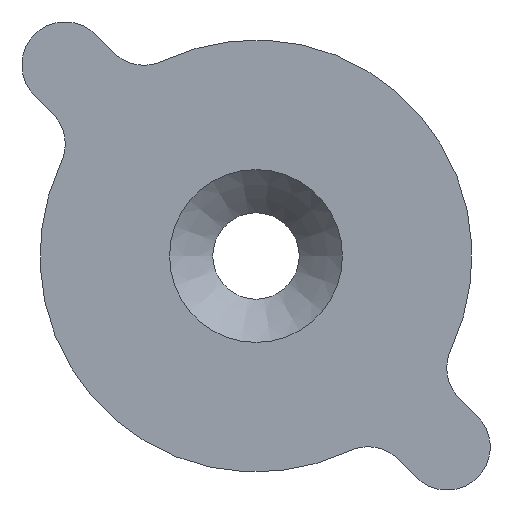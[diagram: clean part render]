
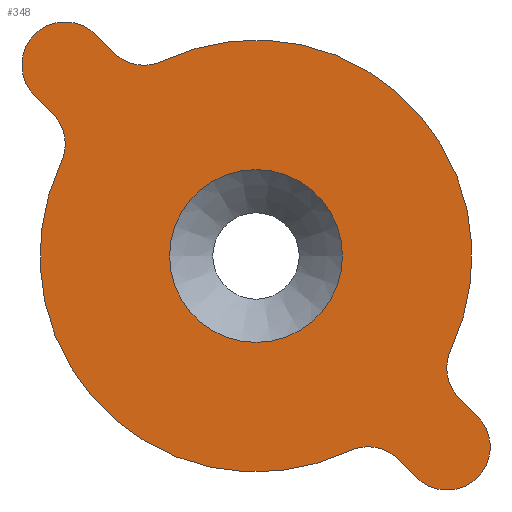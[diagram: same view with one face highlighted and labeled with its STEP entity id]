
A CAD part, front view. The second image highlights one B-rep face of the part: STEP entity #348.
In plain terms, the highlighted planar face has unit normal (0, -1, 0).
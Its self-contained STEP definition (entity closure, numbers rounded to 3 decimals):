
#27=FACE_BOUND('',#62,.T.);
#31=PLANE('',#394);
#40=FACE_OUTER_BOUND('',#61,.T.);
#61=EDGE_LOOP('',(#248,#249,#250,#251,#252,#253,#254,#255,#256,#257,#258,
#259));
#62=EDGE_LOOP('',(#260));
#86=LINE('',#569,#109);
#87=LINE('',#573,#110);
#88=LINE('',#581,#111);
#89=LINE('',#585,#112);
#109=VECTOR('',#451,10.);
#110=VECTOR('',#454,10.);
#111=VECTOR('',#461,10.);
#112=VECTOR('',#464,10.);
#132=CIRCLE('',#393,4.);
#133=CIRCLE('',#395,2.);
#134=CIRCLE('',#396,2.);
#135=CIRCLE('',#397,2.);
#136=CIRCLE('',#398,10.);
#137=CIRCLE('',#399,2.);
#138=CIRCLE('',#400,2.);
#139=CIRCLE('',#401,2.);
#140=CIRCLE('',#402,10.);
#160=VERTEX_POINT('',#561);
#161=VERTEX_POINT('',#565);
#162=VERTEX_POINT('',#566);
#163=VERTEX_POINT('',#568);
#164=VERTEX_POINT('',#570);
#165=VERTEX_POINT('',#572);
#166=VERTEX_POINT('',#574);
#167=VERTEX_POINT('',#576);
#168=VERTEX_POINT('',#578);
#169=VERTEX_POINT('',#580);
#170=VERTEX_POINT('',#582);
#171=VERTEX_POINT('',#584);
#172=VERTEX_POINT('',#586);
#195=EDGE_CURVE('',#160,#160,#132,.T.);
#196=EDGE_CURVE('',#161,#162,#133,.T.);
#197=EDGE_CURVE('',#163,#161,#86,.T.);
#198=EDGE_CURVE('',#164,#163,#134,.T.);
#199=EDGE_CURVE('',#165,#164,#87,.T.);
#200=EDGE_CURVE('',#166,#165,#135,.T.);
#201=EDGE_CURVE('',#167,#166,#136,.T.);
#202=EDGE_CURVE('',#168,#167,#137,.T.);
#203=EDGE_CURVE('',#169,#168,#88,.T.);
#204=EDGE_CURVE('',#170,#169,#138,.T.);
#205=EDGE_CURVE('',#171,#170,#89,.T.);
#206=EDGE_CURVE('',#172,#171,#139,.T.);
#207=EDGE_CURVE('',#162,#172,#140,.T.);
#248=ORIENTED_EDGE('',*,*,#196,.F.);
#249=ORIENTED_EDGE('',*,*,#197,.F.);
#250=ORIENTED_EDGE('',*,*,#198,.F.);
#251=ORIENTED_EDGE('',*,*,#199,.F.);
#252=ORIENTED_EDGE('',*,*,#200,.F.);
#253=ORIENTED_EDGE('',*,*,#201,.F.);
#254=ORIENTED_EDGE('',*,*,#202,.F.);
#255=ORIENTED_EDGE('',*,*,#203,.F.);
#256=ORIENTED_EDGE('',*,*,#204,.F.);
#257=ORIENTED_EDGE('',*,*,#205,.F.);
#258=ORIENTED_EDGE('',*,*,#206,.F.);
#259=ORIENTED_EDGE('',*,*,#207,.F.);
#260=ORIENTED_EDGE('',*,*,#195,.F.);
#348=ADVANCED_FACE('',(#40,#27),#31,.F.);
#393=AXIS2_PLACEMENT_3D('',#563,#445,#446);
#394=AXIS2_PLACEMENT_3D('',#564,#447,#448);
#395=AXIS2_PLACEMENT_3D('',#567,#449,#450);
#396=AXIS2_PLACEMENT_3D('',#571,#452,#453);
#397=AXIS2_PLACEMENT_3D('',#575,#455,#456);
#398=AXIS2_PLACEMENT_3D('',#577,#457,#458);
#399=AXIS2_PLACEMENT_3D('',#579,#459,#460);
#400=AXIS2_PLACEMENT_3D('',#583,#462,#463);
#401=AXIS2_PLACEMENT_3D('',#587,#465,#466);
#402=AXIS2_PLACEMENT_3D('',#588,#467,#468);
#445=DIRECTION('center_axis',(0.,-1.,0.));
#446=DIRECTION('ref_axis',(1.,0.,0.));
#447=DIRECTION('center_axis',(0.,1.,0.));
#448=DIRECTION('ref_axis',(0.,0.,1.));
#449=DIRECTION('center_axis',(0.,-1.,0.));
#450=DIRECTION('ref_axis',(-0.169,0.,-0.986));
#451=DIRECTION('',(0.707,0.,-0.707));
#452=DIRECTION('center_axis',(0.,1.,0.));
#453=DIRECTION('ref_axis',(-0.707,0.,-0.707));
#454=DIRECTION('',(-0.707,0.,0.707));
#455=DIRECTION('center_axis',(0.,-1.,0.));
#456=DIRECTION('ref_axis',(0.986,0.,0.169));
#457=DIRECTION('center_axis',(0.,1.,0.));
#458=DIRECTION('ref_axis',(-1.,0.,0.));
#459=DIRECTION('center_axis',(0.,-1.,0.));
#460=DIRECTION('ref_axis',(0.169,0.,0.986));
#461=DIRECTION('',(-0.707,0.,0.707));
#462=DIRECTION('center_axis',(0.,1.,0.));
#463=DIRECTION('ref_axis',(0.707,0.,0.707));
#464=DIRECTION('',(0.707,0.,-0.707));
#465=DIRECTION('center_axis',(0.,-1.,0.));
#466=DIRECTION('ref_axis',(-0.986,0.,-0.169));
#467=DIRECTION('center_axis',(0.,1.,0.));
#468=DIRECTION('ref_axis',(-1.,0.,0.));
#561=CARTESIAN_POINT('',(-4.,0.,0.));
#563=CARTESIAN_POINT('Origin',(0.,0.,0.));
#564=CARTESIAN_POINT('Origin',(0.,0.,0.));
#565=CARTESIAN_POINT('',(-6.586,0.,9.414));
#566=CARTESIAN_POINT('',(-4.31,0.,9.024));
#567=CARTESIAN_POINT('Origin',(-5.172,0.,10.828));
#568=CARTESIAN_POINT('',(-7.425,0.,10.253));
#569=CARTESIAN_POINT('',(-7.425,0.,10.253));
#570=CARTESIAN_POINT('',(-10.253,0.,7.425));
#571=CARTESIAN_POINT('Origin',(-8.839,0.,8.839));
#572=CARTESIAN_POINT('',(-9.414,0.,6.586));
#573=CARTESIAN_POINT('',(7.425,0.,-10.253));
#574=CARTESIAN_POINT('',(-9.024,0.,4.31));
#575=CARTESIAN_POINT('Origin',(-10.828,0.,5.172));
#576=CARTESIAN_POINT('',(4.31,0.,-9.024));
#577=CARTESIAN_POINT('Origin',(0.,0.,0.));
#578=CARTESIAN_POINT('',(6.586,0.,-9.414));
#579=CARTESIAN_POINT('Origin',(5.172,0.,-10.828));
#580=CARTESIAN_POINT('',(7.425,0.,-10.253));
#581=CARTESIAN_POINT('',(7.425,0.,-10.253));
#582=CARTESIAN_POINT('',(10.253,0.,-7.425));
#583=CARTESIAN_POINT('Origin',(8.839,0.,-8.839));
#584=CARTESIAN_POINT('',(9.414,0.,-6.586));
#585=CARTESIAN_POINT('',(-7.425,0.,10.253));
#586=CARTESIAN_POINT('',(9.024,0.,-4.31));
#587=CARTESIAN_POINT('Origin',(10.828,0.,-5.172));
#588=CARTESIAN_POINT('Origin',(0.,0.,0.));
